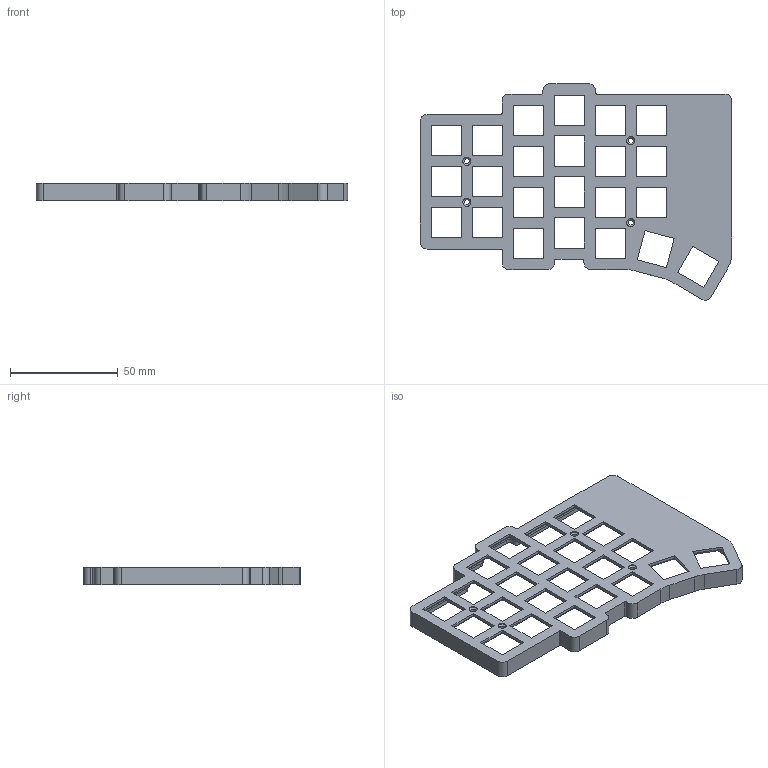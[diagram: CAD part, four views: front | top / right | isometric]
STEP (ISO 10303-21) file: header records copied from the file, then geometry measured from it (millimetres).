
FILE_DESCRIPTION(('FreeCAD Model'),'2;1');
FILE_NAME('Open CASCADE Shape Model','2025-09-25T15:23:11',(''),(''), 'Open CASCADE STEP processor 7.8','FreeCAD','Unknown');
FILE_SCHEMA(('AUTOMOTIVE_DESIGN { 1 0 10303 214 1 1 1 1 }'));
Length unit declared in the file: millimetre
Products named in the file (1): Top-Left
Bounding box: 144.65 x 100.38 x 8.3 mm (x, y, z)
Volume: 18828.4 mm3; surface area: 23352.2 mm2
Topology: 1 solids, 1 shells, 467 faces, 1299 edges, 862 vertices
Faces by surface type: plane 294, cylinder 167, cone 6
Full cylindrical faces by diameter (mm): 2.4 x4, 3.8 x4
Entity records: 15091 total; most frequent: CARTESIAN_POINT 2629, ORIENTED_EDGE 2598, DIRECTION 2577, EDGE_CURVE 1299, LINE 957, VECTOR 957, VERTEX_POINT 862, AXIS2_PLACEMENT_3D 810
